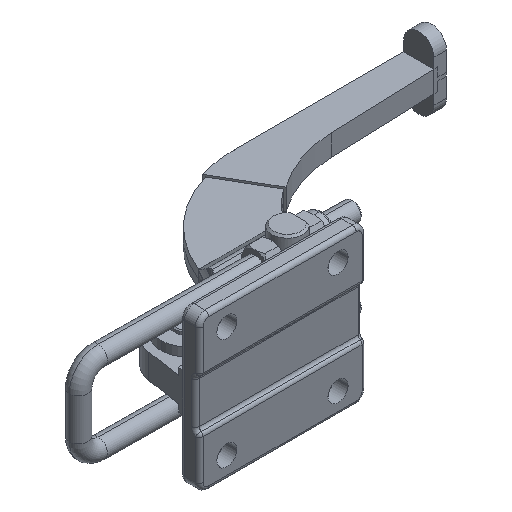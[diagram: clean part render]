
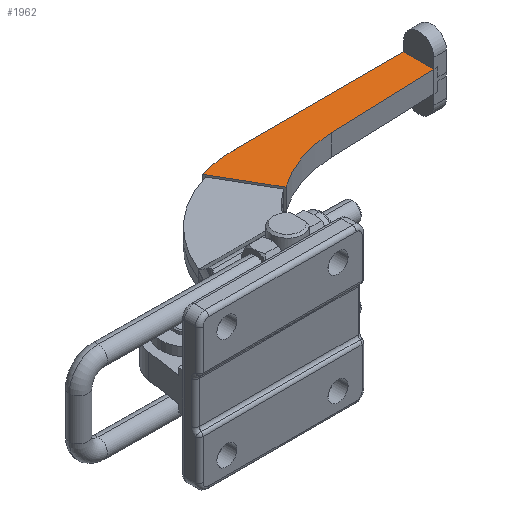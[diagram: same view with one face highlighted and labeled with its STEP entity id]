
A CAD part, isometric view. The second image highlights one B-rep face of the part: STEP entity #1962.
In plain terms, the highlighted planar face has unit normal (0, 0, 1).
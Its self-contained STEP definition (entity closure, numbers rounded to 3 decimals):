
#131 = DIRECTION ( 'NONE',  ( 1., 0.001, 0. ) ) ;
#246 = ORIENTED_EDGE ( 'NONE', *, *, #3607, .T. ) ;
#868 = CARTESIAN_POINT ( 'NONE',  ( 162.286, 84.633, 5.5 ) ) ;
#1203 = CARTESIAN_POINT ( 'NONE',  ( 30.031, 100.049, 5.5 ) ) ;
#1287 = VECTOR ( 'NONE', #3275, 1000. ) ;
#1315 = VERTEX_POINT ( 'NONE', #6542 ) ;
#1962 = ADVANCED_FACE ( 'NONE', ( #11009 ), #11235, .T. ) ;
#2161 = EDGE_CURVE ( 'NONE', #2691, #4614, #10327, .T. ) ;
#2450 = ORIENTED_EDGE ( 'NONE', *, *, #9028, .T. ) ;
#2506 = CARTESIAN_POINT ( 'NONE',  ( 75.394, 33.093, 5.5 ) ) ;
#2639 = ORIENTED_EDGE ( 'NONE', *, *, #2863, .T. ) ;
#2669 = VECTOR ( 'NONE', #3875, 1000. ) ;
#2691 = VERTEX_POINT ( 'NONE', #7623 ) ;
#2863 = EDGE_CURVE ( 'NONE', #3320, #4355, #8167, .T. ) ;
#3275 = DIRECTION ( 'NONE',  ( -0.001, 1., 0. ) ) ;
#3320 = VERTEX_POINT ( 'NONE', #3444 ) ;
#3377 = DIRECTION ( 'NONE',  ( 1., 0.001, 0. ) ) ;
#3444 = CARTESIAN_POINT ( 'NONE',  ( 162.286, 84.678, 5.5 ) ) ;
#3481 = CARTESIAN_POINT ( 'NONE',  ( 30.101, 27.549, 5.5 ) ) ;
#3607 = EDGE_CURVE ( 'NONE', #4355, #1315, #5279, .T. ) ;
#3683 = VECTOR ( 'NONE', #3734, 1000. ) ;
#3734 = DIRECTION ( 'NONE',  ( 0.501, -0.866, 0. ) ) ;
#3824 = VERTEX_POINT ( 'NONE', #8035 ) ;
#3875 = DIRECTION ( 'NONE',  ( -0.001, 1., 0. ) ) ;
#3986 = ORIENTED_EDGE ( 'NONE', *, *, #7159, .T. ) ;
#4003 = DIRECTION ( 'NONE',  ( 0.999, 0.036, 0. ) ) ;
#4093 = CIRCLE ( 'NONE', #5474, 64. ) ;
#4329 = DIRECTION ( 'NONE',  ( 1., 0.001, 0. ) ) ;
#4355 = VERTEX_POINT ( 'NONE', #4656 ) ;
#4452 = DIRECTION ( 'NONE',  ( 0., 0., 1. ) ) ;
#4614 = VERTEX_POINT ( 'NONE', #11165 ) ;
#4656 = CARTESIAN_POINT ( 'NONE',  ( 162.546, 84.678, 5.5 ) ) ;
#4754 = LINE ( 'NONE', #10068, #6539 ) ;
#4931 = EDGE_CURVE ( 'NONE', #1315, #6000, #9171, .T. ) ;
#5279 = LINE ( 'NONE', #7377, #2669 ) ;
#5474 = AXIS2_PLACEMENT_3D ( 'NONE', #9676, #4452, #10520 ) ;
#5573 = DIRECTION ( 'NONE',  ( -1., -0.001, 0. ) ) ;
#5676 = EDGE_CURVE ( 'NONE', #6000, #2691, #7675, .T. ) ;
#5736 = ORIENTED_EDGE ( 'NONE', *, *, #5676, .T. ) ;
#6000 = VERTEX_POINT ( 'NONE', #8191 ) ;
#6396 = EDGE_CURVE ( 'NONE', #3824, #4614, #4093, .T. ) ;
#6399 = AXIS2_PLACEMENT_3D ( 'NONE', #3481, #9558, #4329 ) ;
#6539 = VECTOR ( 'NONE', #4003, 1000. ) ;
#6542 = CARTESIAN_POINT ( 'NONE',  ( 162.531, 100.178, 5.5 ) ) ;
#7159 = EDGE_CURVE ( 'NONE', #3824, #10410, #4754, .T. ) ;
#7377 = CARTESIAN_POINT ( 'NONE',  ( 162.601, 27.678, 5.5 ) ) ;
#7515 = AXIS2_PLACEMENT_3D ( 'NONE', #2506, #8622, #3377 ) ;
#7623 = CARTESIAN_POINT ( 'NONE',  ( 56.161, 97.274, 5.5 ) ) ;
#7675 = CIRCLE ( 'NONE', #7515, 67. ) ;
#7886 = VECTOR ( 'NONE', #131, 1000. ) ;
#8035 = CARTESIAN_POINT ( 'NONE',  ( 107.829, 82.686, 5.5 ) ) ;
#8167 = LINE ( 'NONE', #10524, #7886 ) ;
#8191 = CARTESIAN_POINT ( 'NONE',  ( 75.329, 100.093, 5.5 ) ) ;
#8258 = LINE ( 'NONE', #10210, #1287 ) ;
#8622 = DIRECTION ( 'NONE',  ( 0., 0., 1. ) ) ;
#8828 = ORIENTED_EDGE ( 'NONE', *, *, #2161, .T. ) ;
#8903 = VECTOR ( 'NONE', #5573, 1000. ) ;
#8936 = ORIENTED_EDGE ( 'NONE', *, *, #4931, .T. ) ;
#9028 = EDGE_CURVE ( 'NONE', #10410, #3320, #8258, .T. ) ;
#9171 = LINE ( 'NONE', #1203, #8903 ) ;
#9395 = EDGE_LOOP ( 'NONE', ( #2639, #246, #8936, #5736, #8828, #10607, #3986, #2450 ) ) ;
#9558 = DIRECTION ( 'NONE',  ( 0., 0., 1. ) ) ;
#9676 = CARTESIAN_POINT ( 'NONE',  ( 110.116, 18.727, 5.5 ) ) ;
#9815 = CARTESIAN_POINT ( 'NONE',  ( 79.845, 56.311, 5.5 ) ) ;
#10068 = CARTESIAN_POINT ( 'NONE',  ( 28.231, 79.84, 5.5 ) ) ;
#10210 = CARTESIAN_POINT ( 'NONE',  ( 162.341, 27.678, 5.5 ) ) ;
#10327 = LINE ( 'NONE', #9815, #3683 ) ;
#10410 = VERTEX_POINT ( 'NONE', #868 ) ;
#10520 = DIRECTION ( 'NONE',  ( 1., 0.001, 0. ) ) ;
#10524 = CARTESIAN_POINT ( 'NONE',  ( 30.046, 84.549, 5.5 ) ) ;
#10607 = ORIENTED_EDGE ( 'NONE', *, *, #6396, .F. ) ;
#11009 = FACE_OUTER_BOUND ( 'NONE', #9395, .T. ) ;
#11165 = CARTESIAN_POINT ( 'NONE',  ( 71.895, 70.061, 5.5 ) ) ;
#11235 = PLANE ( 'NONE',  #6399 ) ;
